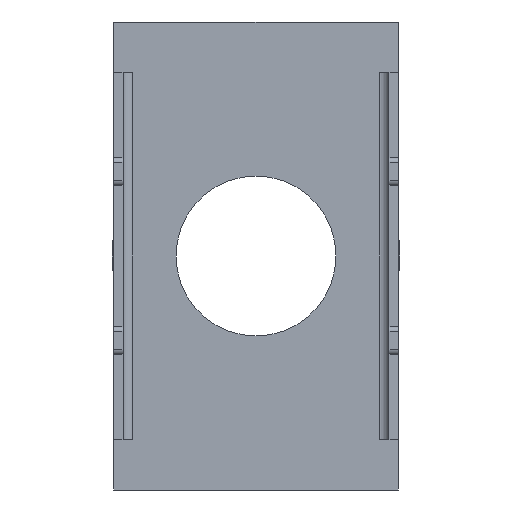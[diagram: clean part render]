
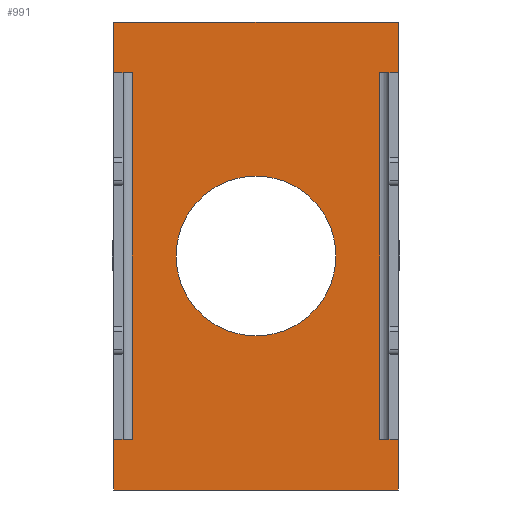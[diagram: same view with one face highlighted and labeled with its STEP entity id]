
A CAD part, front view. The second image highlights one B-rep face of the part: STEP entity #991.
In plain terms, the highlighted planar face has unit normal (0, -1, 0).
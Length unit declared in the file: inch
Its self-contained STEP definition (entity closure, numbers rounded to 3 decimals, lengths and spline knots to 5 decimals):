
#37=FACE_BOUND('',#107,.T.);
#50=FACE_OUTER_BOUND('',#106,.T.);
#106=EDGE_LOOP('',(#710,#711,#712,#713,#714,#715,#716,#717,#718,#719,#720,
#721));
#107=EDGE_LOOP('',(#722));
#152=LINE('',#1431,#262);
#154=LINE('',#1435,#264);
#171=LINE('',#1505,#281);
#172=LINE('',#1507,#282);
#173=LINE('',#1509,#283);
#174=LINE('',#1510,#284);
#175=LINE('',#1512,#285);
#176=LINE('',#1514,#286);
#177=LINE('',#1516,#287);
#178=LINE('',#1518,#288);
#179=LINE('',#1520,#289);
#180=LINE('',#1521,#290);
#262=VECTOR('',#1139,0.0555);
#264=VECTOR('',#1141,0.0555);
#281=VECTOR('',#1200,0.311);
#282=VECTOR('',#1201,0.02);
#283=VECTOR('',#1202,0.401);
#284=VECTOR('',#1203,0.02);
#285=VECTOR('',#1204,0.311);
#286=VECTOR('',#1205,0.0555);
#287=VECTOR('',#1206,0.02);
#288=VECTOR('',#1207,0.401);
#289=VECTOR('',#1208,0.02);
#290=VECTOR('',#1209,0.0555);
#376=CIRCLE('',#1050,0.0875);
#410=VERTEX_POINT('',#1428);
#411=VERTEX_POINT('',#1430);
#412=VERTEX_POINT('',#1432);
#413=VERTEX_POINT('',#1434);
#429=VERTEX_POINT('',#1491);
#431=VERTEX_POINT('',#1504);
#432=VERTEX_POINT('',#1506);
#433=VERTEX_POINT('',#1508);
#434=VERTEX_POINT('',#1511);
#435=VERTEX_POINT('',#1513);
#436=VERTEX_POINT('',#1515);
#437=VERTEX_POINT('',#1517);
#438=VERTEX_POINT('',#1519);
#506=EDGE_CURVE('',#410,#411,#152,.T.);
#508=EDGE_CURVE('',#413,#412,#154,.T.);
#531=EDGE_CURVE('',#429,#429,#376,.T.);
#537=EDGE_CURVE('',#413,#431,#171,.T.);
#538=EDGE_CURVE('',#432,#412,#172,.T.);
#539=EDGE_CURVE('',#432,#433,#173,.T.);
#540=EDGE_CURVE('',#433,#411,#174,.T.);
#541=EDGE_CURVE('',#410,#434,#175,.T.);
#542=EDGE_CURVE('',#434,#435,#176,.T.);
#543=EDGE_CURVE('',#435,#436,#177,.T.);
#544=EDGE_CURVE('',#437,#436,#178,.T.);
#545=EDGE_CURVE('',#438,#437,#179,.T.);
#546=EDGE_CURVE('',#431,#438,#180,.T.);
#710=ORIENTED_EDGE('',*,*,#537,.F.);
#711=ORIENTED_EDGE('',*,*,#508,.T.);
#712=ORIENTED_EDGE('',*,*,#538,.F.);
#713=ORIENTED_EDGE('',*,*,#539,.T.);
#714=ORIENTED_EDGE('',*,*,#540,.T.);
#715=ORIENTED_EDGE('',*,*,#506,.F.);
#716=ORIENTED_EDGE('',*,*,#541,.T.);
#717=ORIENTED_EDGE('',*,*,#542,.T.);
#718=ORIENTED_EDGE('',*,*,#543,.T.);
#719=ORIENTED_EDGE('',*,*,#544,.F.);
#720=ORIENTED_EDGE('',*,*,#545,.F.);
#721=ORIENTED_EDGE('',*,*,#546,.F.);
#722=ORIENTED_EDGE('',*,*,#531,.F.);
#948=PLANE('',#1060);
#991=ADVANCED_FACE('',(#50,#37),#948,.F.);
#1050=AXIS2_PLACEMENT_3D('',#1492,#1178,#1179);
#1060=AXIS2_PLACEMENT_3D('',#1503,#1198,#1199);
#1139=DIRECTION('',(0.,0.,1.));
#1141=DIRECTION('',(0.,0.,-1.));
#1178=DIRECTION('center_axis',(0.,-1.,0.));
#1179=DIRECTION('ref_axis',(0.,0.,-1.));
#1198=DIRECTION('center_axis',(0.,1.,0.));
#1199=DIRECTION('ref_axis',(0.,0.,1.));
#1200=DIRECTION('',(1.,0.,0.));
#1201=DIRECTION('',(-1.,0.,0.));
#1202=DIRECTION('',(0.,0.,-1.));
#1203=DIRECTION('',(-1.,0.,0.));
#1204=DIRECTION('',(1.,0.,0.));
#1205=DIRECTION('',(0.,0.,1.));
#1206=DIRECTION('',(-1.,0.,0.));
#1207=DIRECTION('',(0.,0.,-1.));
#1208=DIRECTION('',(-1.,0.,0.));
#1209=DIRECTION('',(0.,0.,-1.));
#1428=CARTESIAN_POINT('',(-0.1555,0.,-0.256));
#1430=CARTESIAN_POINT('',(-0.1555,0.,-0.2005));
#1431=CARTESIAN_POINT('',(-0.1555,0.,-0.3072));
#1432=CARTESIAN_POINT('',(-0.1555,0.,0.2005));
#1434=CARTESIAN_POINT('',(-0.1555,0.,0.256));
#1435=CARTESIAN_POINT('',(-0.1555,0.,0.256));
#1491=CARTESIAN_POINT('',(0.,0.,-0.0875));
#1492=CARTESIAN_POINT('Origin',(0.,0.,0.));
#1503=CARTESIAN_POINT('Origin',(-0.1355,0.,0.256));
#1504=CARTESIAN_POINT('',(0.1555,0.,0.256));
#1505=CARTESIAN_POINT('',(-0.1355,0.,0.256));
#1506=CARTESIAN_POINT('',(-0.1355,0.,0.2005));
#1507=CARTESIAN_POINT('',(0.1555,0.,0.2005));
#1508=CARTESIAN_POINT('',(-0.1355,0.,-0.2005));
#1509=CARTESIAN_POINT('',(-0.1355,0.,0.256));
#1510=CARTESIAN_POINT('',(0.1555,0.,-0.2005));
#1511=CARTESIAN_POINT('',(0.1555,0.,-0.256));
#1512=CARTESIAN_POINT('',(-0.1355,0.,-0.256));
#1513=CARTESIAN_POINT('',(0.1555,0.,-0.2005));
#1514=CARTESIAN_POINT('',(0.1555,0.,-0.3072));
#1515=CARTESIAN_POINT('',(0.1355,0.,-0.2005));
#1516=CARTESIAN_POINT('',(0.1555,0.,-0.2005));
#1517=CARTESIAN_POINT('',(0.1355,0.,0.2005));
#1518=CARTESIAN_POINT('',(0.1355,0.,0.256));
#1519=CARTESIAN_POINT('',(0.1555,0.,0.2005));
#1520=CARTESIAN_POINT('',(0.1555,0.,0.2005));
#1521=CARTESIAN_POINT('',(0.1555,0.,0.256));
